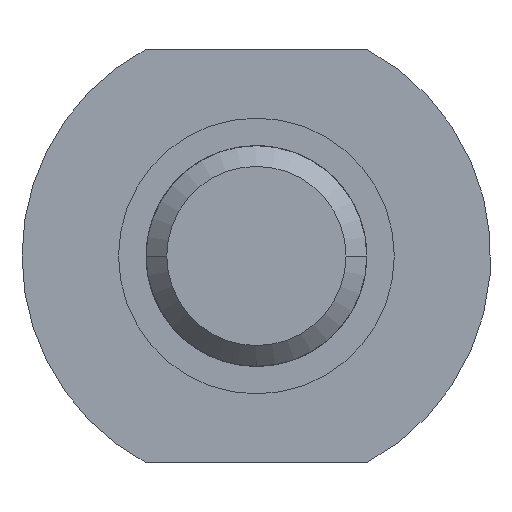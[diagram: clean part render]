
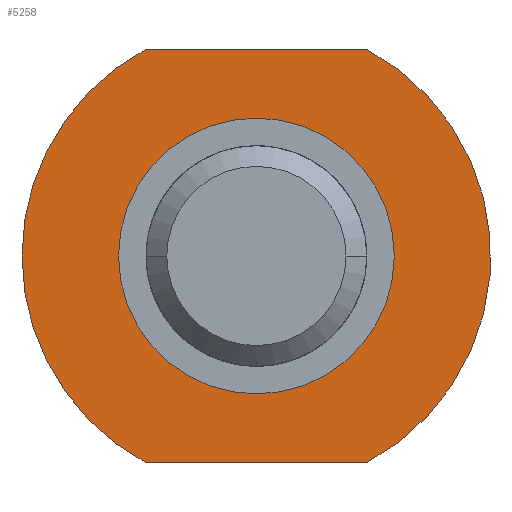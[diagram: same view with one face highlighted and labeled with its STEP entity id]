
A CAD part, left-side view. The second image highlights one B-rep face of the part: STEP entity #5258.
In plain terms, the highlighted planar face has unit normal (-1, 0, 0).
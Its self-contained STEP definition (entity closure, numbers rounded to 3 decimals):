
#508 = EDGE_CURVE ( 'NONE', #7220, #7403, #10930, .T. ) ;
#853 = EDGE_CURVE ( 'NONE', #6798, #20019, #6350, .T. ) ;
#1083 = VERTEX_POINT ( 'NONE', #13643 ) ;
#1473 = VERTEX_POINT ( 'NONE', #12299 ) ;
#1488 = AXIS2_PLACEMENT_3D ( 'NONE', #10984, #3198, #6276 ) ;
#1937 = CARTESIAN_POINT ( 'NONE',  ( 0., 17., 0. ) ) ;
#3076 = AXIS2_PLACEMENT_3D ( 'NONE', #12568, #7751, #12780 ) ;
#3082 = LINE ( 'NONE', #18380, #7053 ) ;
#3198 = DIRECTION ( 'NONE',  ( 1., 0., 0. ) ) ;
#3470 = DIRECTION ( 'NONE',  ( 0., -1., 0. ) ) ;
#3567 = ORIENTED_EDGE ( 'NONE', *, *, #10982, .F. ) ;
#4124 = DIRECTION ( 'NONE',  ( 0., 1., 0. ) ) ;
#4752 = VERTEX_POINT ( 'NONE', #12162 ) ;
#4773 = ORIENTED_EDGE ( 'NONE', *, *, #10726, .F. ) ;
#5010 = CARTESIAN_POINT ( 'NONE',  ( 0., 10., 15. ) ) ;
#5127 = CIRCLE ( 'NONE', #7734, 10. ) ;
#5258 = ADVANCED_FACE ( 'NONE', ( #18478, #16731 ), #10668, .T. ) ;
#5701 = AXIS2_PLACEMENT_3D ( 'NONE', #12977, #9792, #11434 ) ;
#5808 = ORIENTED_EDGE ( 'NONE', *, *, #17017, .T. ) ;
#6162 = DIRECTION ( 'NONE',  ( 0., -1., 0. ) ) ;
#6276 = DIRECTION ( 'NONE',  ( 0., 1., 0. ) ) ;
#6350 = CIRCLE ( 'NONE', #5701, 10. ) ;
#6601 = ORIENTED_EDGE ( 'NONE', *, *, #8240, .F. ) ;
#6798 = VERTEX_POINT ( 'NONE', #20099 ) ;
#7053 = VECTOR ( 'NONE', #16941, 1000. ) ;
#7220 = VERTEX_POINT ( 'NONE', #1937 ) ;
#7239 = EDGE_CURVE ( 'NONE', #7403, #4752, #12487, .T. ) ;
#7403 = VERTEX_POINT ( 'NONE', #11157 ) ;
#7734 = AXIS2_PLACEMENT_3D ( 'NONE', #16439, #11603, #4124 ) ;
#7751 = DIRECTION ( 'NONE',  ( 1., 0., 0. ) ) ;
#8240 = EDGE_CURVE ( 'NONE', #1083, #1473, #3082, .T. ) ;
#8406 = ORIENTED_EDGE ( 'NONE', *, *, #7239, .F. ) ;
#9792 = DIRECTION ( 'NONE',  ( 1., 0., 0. ) ) ;
#10668 = PLANE ( 'NONE',  #14902 ) ;
#10726 = EDGE_CURVE ( 'NONE', #4752, #1083, #19187, .T. ) ;
#10930 = CIRCLE ( 'NONE', #3076, 17. ) ;
#10982 = EDGE_CURVE ( 'NONE', #1473, #7220, #18197, .T. ) ;
#10984 = CARTESIAN_POINT ( 'NONE',  ( 0., 0., 0. ) ) ;
#11157 = CARTESIAN_POINT ( 'NONE',  ( 0., 8., 15. ) ) ;
#11434 = DIRECTION ( 'NONE',  ( 0., 1., 0. ) ) ;
#11489 = DIRECTION ( 'NONE',  ( 0., 1., 0. ) ) ;
#11603 = DIRECTION ( 'NONE',  ( 1., 0., 0. ) ) ;
#11604 = VECTOR ( 'NONE', #3470, 1000. ) ;
#12162 = CARTESIAN_POINT ( 'NONE',  ( 0., -8., 15. ) ) ;
#12299 = CARTESIAN_POINT ( 'NONE',  ( 0., 8., -15. ) ) ;
#12487 = LINE ( 'NONE', #5010, #11604 ) ;
#12566 = ORIENTED_EDGE ( 'NONE', *, *, #508, .F. ) ;
#12568 = CARTESIAN_POINT ( 'NONE',  ( 0., 0., 0. ) ) ;
#12780 = DIRECTION ( 'NONE',  ( 0., 1., 0. ) ) ;
#12837 = CARTESIAN_POINT ( 'NONE',  ( 0., 0., 0. ) ) ;
#12977 = CARTESIAN_POINT ( 'NONE',  ( 0., 0., 0. ) ) ;
#13643 = CARTESIAN_POINT ( 'NONE',  ( 0., -8., -15. ) ) ;
#14591 = AXIS2_PLACEMENT_3D ( 'NONE', #12837, #19107, #11489 ) ;
#14902 = AXIS2_PLACEMENT_3D ( 'NONE', #15302, #18278, #6162 ) ;
#15094 = ORIENTED_EDGE ( 'NONE', *, *, #853, .T. ) ;
#15246 = EDGE_LOOP ( 'NONE', ( #5808, #15094 ) ) ;
#15302 = CARTESIAN_POINT ( 'NONE',  ( 0., 10., 0. ) ) ;
#16090 = EDGE_LOOP ( 'NONE', ( #8406, #12566, #3567, #6601, #4773 ) ) ;
#16439 = CARTESIAN_POINT ( 'NONE',  ( 0., 0., 0. ) ) ;
#16731 = FACE_BOUND ( 'NONE', #15246, .T. ) ;
#16941 = DIRECTION ( 'NONE',  ( 0., 1., 0. ) ) ;
#17017 = EDGE_CURVE ( 'NONE', #20019, #6798, #5127, .T. ) ;
#18197 = CIRCLE ( 'NONE', #14591, 17. ) ;
#18278 = DIRECTION ( 'NONE',  ( -1., 0., 0. ) ) ;
#18380 = CARTESIAN_POINT ( 'NONE',  ( 0., 10., -15. ) ) ;
#18478 = FACE_OUTER_BOUND ( 'NONE', #16090, .T. ) ;
#19107 = DIRECTION ( 'NONE',  ( 1., 0., 0. ) ) ;
#19161 = CARTESIAN_POINT ( 'NONE',  ( 0., 10., 0. ) ) ;
#19187 = CIRCLE ( 'NONE', #1488, 17. ) ;
#20019 = VERTEX_POINT ( 'NONE', #19161 ) ;
#20099 = CARTESIAN_POINT ( 'NONE',  ( 0., -10., 0. ) ) ;
